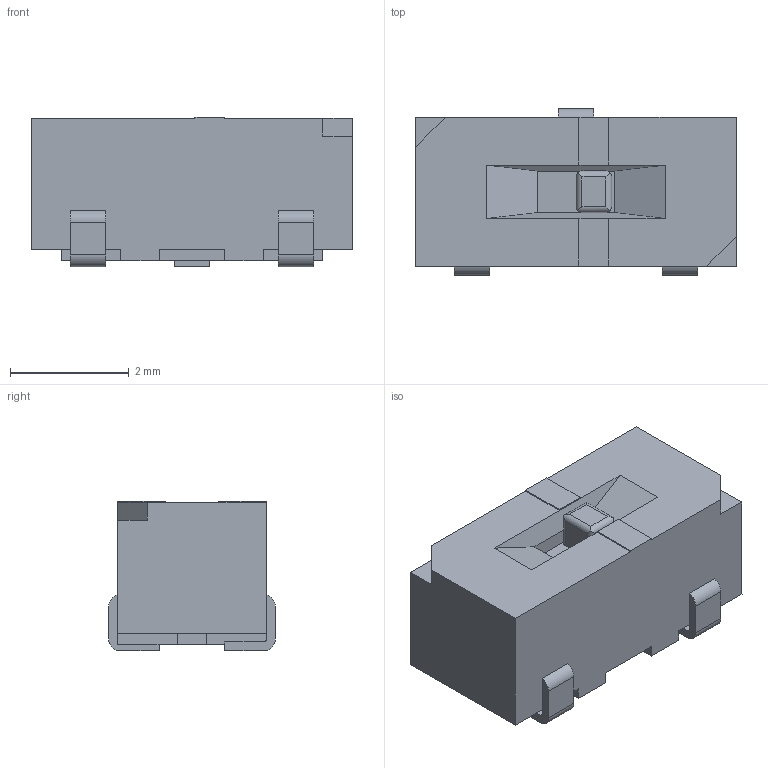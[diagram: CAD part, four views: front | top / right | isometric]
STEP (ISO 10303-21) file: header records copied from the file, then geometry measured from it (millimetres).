
FILE_DESCRIPTION(/* description */ (''),/* implementation_level */ '2;1');
FILE_NAME(/* name */ 'SW-CJS1200TA.step',/* time_stamp */ '2023-05-22T17:58:28+10:00',/* author */ (''),/* organization */ (''),/* preprocessor_version */ 'ST-DEVELOPER v19.2',/* originating_system */ 'Autodesk Translation Framework v12.4.0.73',/* authorisation */ '');
FILE_SCHEMA (('AUTOMOTIVE_DESIGN { 1 0 10303 214 3 1 1 }'));
Length unit declared in the file: millimetre
Products named in the file (4): SW-CJS1200TA; CJS-1200A1; _CJS_c_11; _CJS Slider_s
Assembly tree (3 placements, depth 3):
  SW-CJS1200TA
    CJS-1200A1
      _CJS_c_11
      _CJS Slider_s
Bounding box: 5.4 x 2.8 x 2.52 mm (x, y, z)
Volume: 30.4 mm3; surface area: 74.9 mm2
Topology: 2 solids, 2 shells, 92 faces, 250 edges, 162 vertices
Faces by surface type: plane 75, cylinder 17
Entity records: 3088 total; most frequent: CARTESIAN_POINT 511, ORIENTED_EDGE 500, DIRECTION 482, EDGE_CURVE 250, LINE 216, VECTOR 216, VERTEX_POINT 162, AXIS2_PLACEMENT_3D 133
